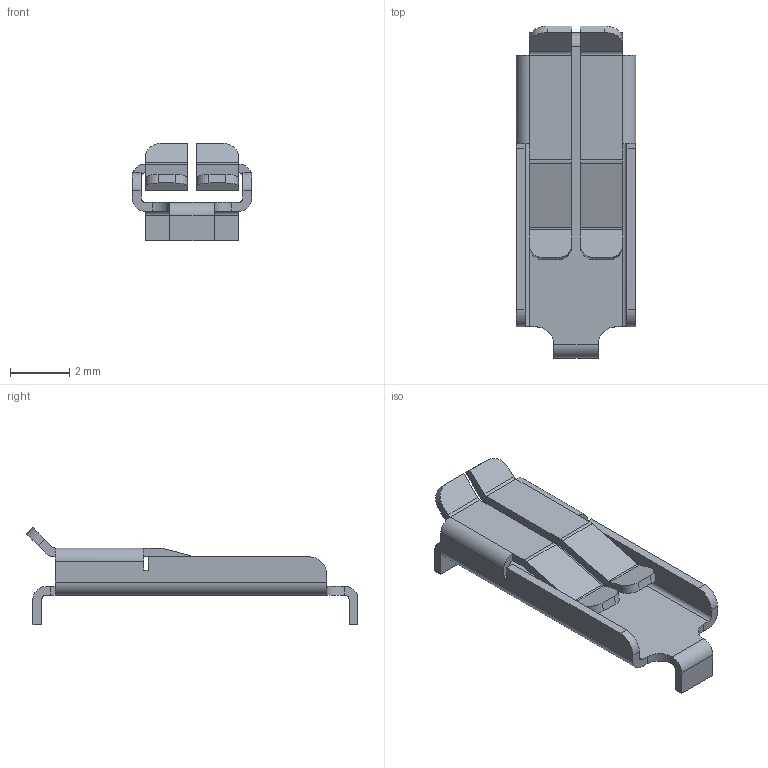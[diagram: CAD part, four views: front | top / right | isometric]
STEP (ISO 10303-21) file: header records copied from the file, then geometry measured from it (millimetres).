
FILE_DESCRIPTION(/* description */ ('Alibre Inc.'),/* implementation_level */ '2;1');
FILE_NAME(/* name */ 'export0',/* time_stamp */ '2015-03-05T04:37:31+08:00',/* author */ (''),/* organization */ (''),/* preprocessor_version */ 'ST-DEVELOPER v14',/* originating_system */ 'Alibre',/* authorisation */ '');
FILE_SCHEMA (('AUTOMOTIVE_DESIGN'));
Length unit declared in the file: centimetre
Bounding box: 4.05 x 11.23 x 3.31 mm (x, y, z)
Volume: 25.8 mm3; surface area: 191.5 mm2
Topology: 1 solids, 1 shells, 92 faces, 254 edges, 164 vertices
Faces by surface type: plane 58, cylinder 34
Entity records: 2859 total; most frequent: ORIENTED_EDGE 508, CARTESIAN_POINT 506, DIRECTION 444, EDGE_CURVE 254, VECTOR 182, LINE 182, VERTEX_POINT 164, AXIS2_PLACEMENT_3D 160
